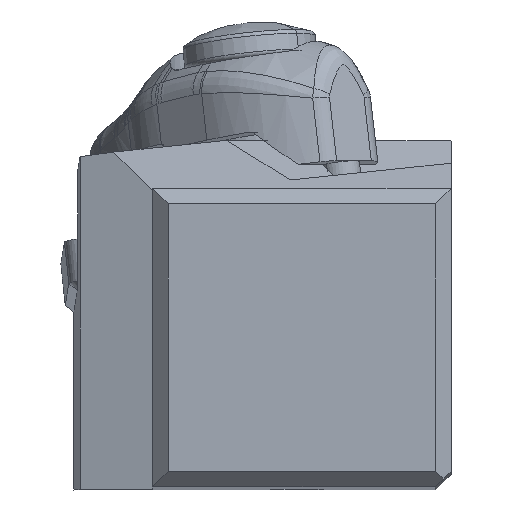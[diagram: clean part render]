
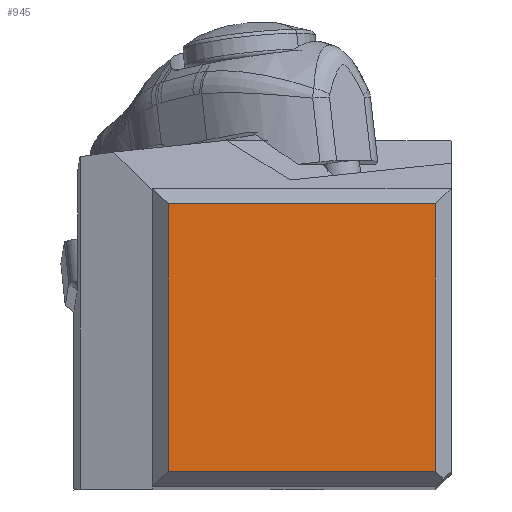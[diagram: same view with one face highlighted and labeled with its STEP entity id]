
A CAD part, top view. The second image highlights one B-rep face of the part: STEP entity #945.
In plain terms, the highlighted planar face has unit normal (0, 0, 1).
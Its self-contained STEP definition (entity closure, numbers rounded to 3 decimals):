
#700=FACE_OUTER_BOUND('',#1302,.T.);
#945=ADVANCED_FACE('',(#700),#1199,.T.);
#1199=PLANE('',#4565);
#1302=EDGE_LOOP('',(#1650,#1651,#1652,#1653));
#1650=ORIENTED_EDGE('',*,*,#3305,.F.);
#1651=ORIENTED_EDGE('',*,*,#3312,.F.);
#1652=ORIENTED_EDGE('',*,*,#3360,.F.);
#1653=ORIENTED_EDGE('',*,*,#3359,.T.);
#2884=VERTEX_POINT('',#6069);
#2885=VERTEX_POINT('',#6071);
#2889=VERTEX_POINT('',#6083);
#2922=VERTEX_POINT('',#6174);
#3305=EDGE_CURVE('',#2884,#2885,#3963,.T.);
#3312=EDGE_CURVE('',#2889,#2884,#3970,.T.);
#3359=EDGE_CURVE('',#2922,#2885,#4007,.T.);
#3360=EDGE_CURVE('',#2922,#2889,#4008,.T.);
#3963=LINE('',#6070,#4185);
#3970=LINE('',#6084,#4192);
#4007=LINE('',#6175,#4229);
#4008=LINE('',#6177,#4230);
#4185=VECTOR('',#5004,1.);
#4192=VECTOR('',#5015,1.);
#4229=VECTOR('',#5094,1.);
#4230=VECTOR('',#5097,1.);
#4565=AXIS2_PLACEMENT_3D('',#6178,#5098,#5099);
#5004=DIRECTION('',(-1.,0.,0.));
#5015=DIRECTION('',(0.,-1.,0.));
#5094=DIRECTION('',(0.,-1.,0.));
#5097=DIRECTION('',(1.,0.,0.));
#5098=DIRECTION('',(0.,0.,1.));
#5099=DIRECTION('',(-1.,0.,0.));
#6069=CARTESIAN_POINT('',(-1.,1.,0.));
#6070=CARTESIAN_POINT('',(-1.,1.,0.));
#6071=CARTESIAN_POINT('',(-18.05,1.,0.));
#6083=CARTESIAN_POINT('',(-1.,18.05,0.));
#6084=CARTESIAN_POINT('',(-1.,18.05,0.));
#6174=CARTESIAN_POINT('',(-18.05,18.05,0.));
#6175=CARTESIAN_POINT('',(-18.05,18.05,0.));
#6177=CARTESIAN_POINT('',(-18.05,18.05,0.));
#6178=CARTESIAN_POINT('',(-9.525,9.525,0.));
